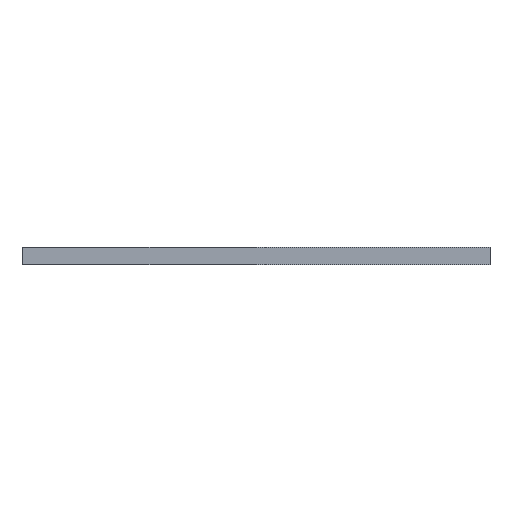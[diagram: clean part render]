
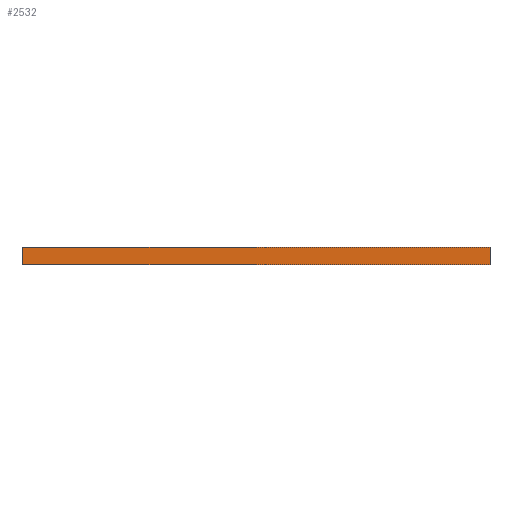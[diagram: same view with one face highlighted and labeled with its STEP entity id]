
A CAD part, left-side view. The second image highlights one B-rep face of the part: STEP entity #2532.
In plain terms, the highlighted planar face has unit normal (-1, 0, 0).
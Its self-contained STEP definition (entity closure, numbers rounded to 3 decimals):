
#49 = PLANE ( 'NONE',  #1091 ) ;
#53 = CARTESIAN_POINT ( 'NONE',  ( -22.4, 22.875, 0.85 ) ) ;
#58 = ORIENTED_EDGE ( 'NONE', *, *, #2570, .T. ) ;
#95 = LINE ( 'NONE', #2053, #2328 ) ;
#115 = FACE_OUTER_BOUND ( 'NONE', #1912, .T. ) ;
#414 = VERTEX_POINT ( 'NONE', #3000 ) ;
#487 = CARTESIAN_POINT ( 'NONE',  ( -22.4, -22.875, -0.85 ) ) ;
#565 = VECTOR ( 'NONE', #1910, 1000. ) ;
#803 = VECTOR ( 'NONE', #2988, 1000. ) ;
#881 = ORIENTED_EDGE ( 'NONE', *, *, #1532, .F. ) ;
#966 = CARTESIAN_POINT ( 'NONE',  ( -22.4, -22.875, 0.85 ) ) ;
#1091 = AXIS2_PLACEMENT_3D ( 'NONE', #2683, #2088, #2127 ) ;
#1103 = VERTEX_POINT ( 'NONE', #2330 ) ;
#1370 = VERTEX_POINT ( 'NONE', #3538 ) ;
#1461 = EDGE_CURVE ( 'NONE', #414, #1370, #2850, .T. ) ;
#1532 = EDGE_CURVE ( 'NONE', #3279, #1370, #95, .T. ) ;
#1806 = DIRECTION ( 'NONE',  ( 0., 0., -1. ) ) ;
#1910 = DIRECTION ( 'NONE',  ( 0., 0., -1. ) ) ;
#1912 = EDGE_LOOP ( 'NONE', ( #881, #2618, #58, #2761 ) ) ;
#2053 = CARTESIAN_POINT ( 'NONE',  ( -22.4, -22.875, -0.85 ) ) ;
#2088 = DIRECTION ( 'NONE',  ( -1., 0., 0. ) ) ;
#2127 = DIRECTION ( 'NONE',  ( 0., 0., 1. ) ) ;
#2328 = VECTOR ( 'NONE', #3187, 1000. ) ;
#2330 = CARTESIAN_POINT ( 'NONE',  ( -22.4, -22.875, 0.85 ) ) ;
#2532 = ADVANCED_FACE ( 'NONE', ( #115 ), #49, .T. ) ;
#2570 = EDGE_CURVE ( 'NONE', #1103, #414, #2644, .T. ) ;
#2618 = ORIENTED_EDGE ( 'NONE', *, *, #3128, .F. ) ;
#2644 = LINE ( 'NONE', #966, #803 ) ;
#2683 = CARTESIAN_POINT ( 'NONE',  ( -22.4, -22.875, 0.85 ) ) ;
#2761 = ORIENTED_EDGE ( 'NONE', *, *, #1461, .T. ) ;
#2850 = LINE ( 'NONE', #53, #2894 ) ;
#2859 = LINE ( 'NONE', #3613, #565 ) ;
#2894 = VECTOR ( 'NONE', #1806, 1000. ) ;
#2988 = DIRECTION ( 'NONE',  ( 0., 1., 0. ) ) ;
#3000 = CARTESIAN_POINT ( 'NONE',  ( -22.4, 22.875, 0.85 ) ) ;
#3128 = EDGE_CURVE ( 'NONE', #1103, #3279, #2859, .T. ) ;
#3187 = DIRECTION ( 'NONE',  ( 0., 1., 0. ) ) ;
#3279 = VERTEX_POINT ( 'NONE', #487 ) ;
#3538 = CARTESIAN_POINT ( 'NONE',  ( -22.4, 22.875, -0.85 ) ) ;
#3613 = CARTESIAN_POINT ( 'NONE',  ( -22.4, -22.875, 0.85 ) ) ;
